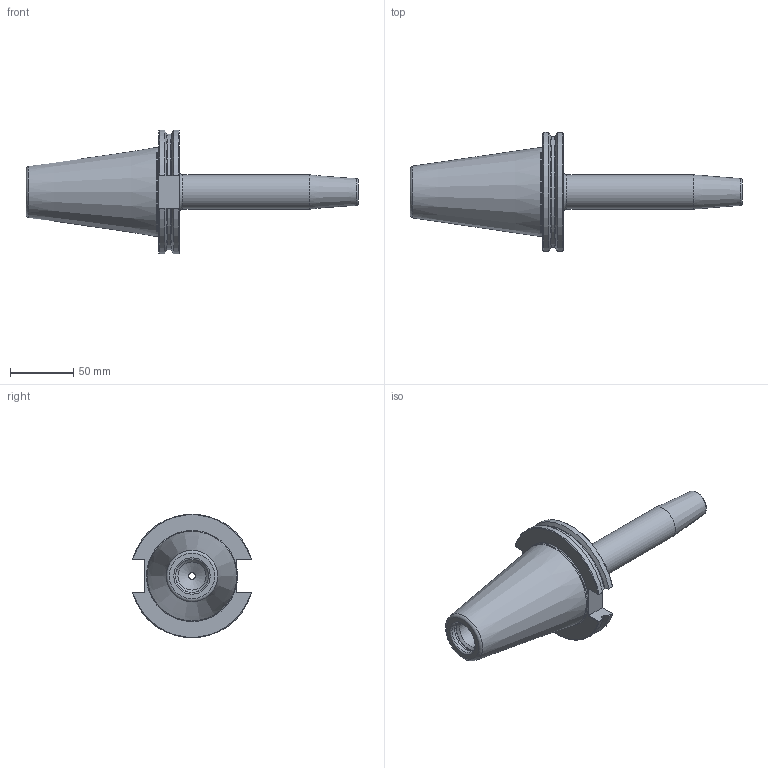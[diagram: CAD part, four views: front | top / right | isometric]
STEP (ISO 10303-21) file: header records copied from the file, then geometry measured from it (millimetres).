
FILE_DESCRIPTION(/* description */ (''),/* implementation_level */ '2;1');
FILE_NAME(/* name */ 'CAT50-SDM08-160.stp',/* time_stamp */ '2019-06-21T12:01:37-05:00',/* author */ ('ldfli'),/* organization */ (''),/* preprocessor_version */ 'ST-DEVELOPER v18',/* originating_system */ 'Autodesk Inventor LT',/* authorisation */ '');
FILE_SCHEMA (('AUTOMOTIVE_DESIGN { 1 0 10303 214 3 1 1 }'));
Length unit declared in the file: millimetre
Products named in the file (1): CAT50-SDM08-160
Bounding box: 261.62 x 93.8 x 97.14 mm (x, y, z)
Volume: 413050.8 mm3; surface area: 54322.8 mm2
Topology: 1 solids, 1 shells, 72 faces, 211 edges, 146 vertices
Faces by surface type: plane 31, cylinder 16, cone 15, torus 10
Full cylindrical faces by diameter (mm): 4.917 x1, 5.6 x1, 8 x1, 9 x1, 10 x1, 22.225 x1, 26.2 x1, 26.7 x1, 27 x1, 70.2 x1
Entity records: 2508 total; most frequent: CARTESIAN_POINT 550, ORIENTED_EDGE 422, DIRECTION 409, EDGE_CURVE 211, AXIS2_PLACEMENT_3D 165, VERTEX_POINT 146, CIRCLE 92, EDGE_LOOP 79
